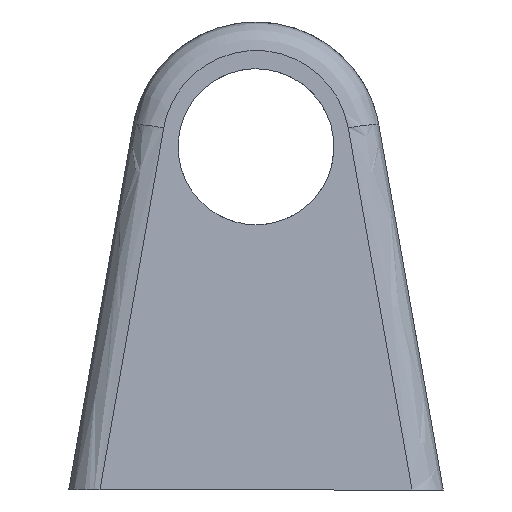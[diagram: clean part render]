
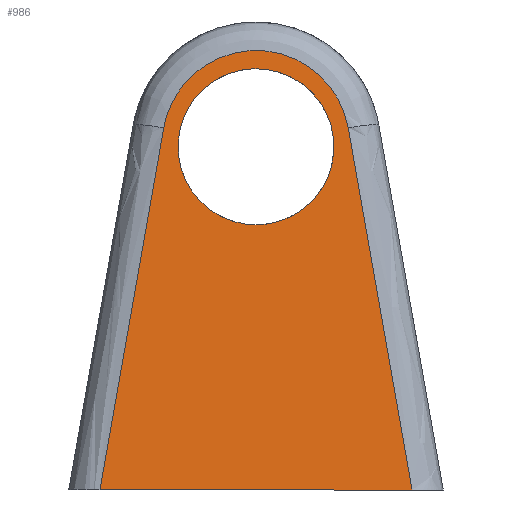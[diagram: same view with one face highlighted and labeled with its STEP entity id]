
A CAD part, left-side view. The second image highlights one B-rep face of the part: STEP entity #986.
In plain terms, the highlighted free-form (B-spline) face has degree [1, 1] with [2, 2] control points.
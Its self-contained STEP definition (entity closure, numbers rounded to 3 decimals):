
#497 = VERTEX_POINT('',#498);
#498 = CARTESIAN_POINT('',(-27.373,0.,22.644));
#503 = EDGE_CURVE('',#497,#504,#506,.T.);
#504 = VERTEX_POINT('',#505);
#505 = CARTESIAN_POINT('',(-28.106,0.,
    14.258));
#506 = ( BOUNDED_CURVE() B_SPLINE_CURVE(3,(#507,#508,#509,#510),
.UNSPECIFIED.,.F.,.F.) B_SPLINE_CURVE_WITH_KNOTS((4,4),(3.142,
6.283),.PIECEWISE_BEZIER_KNOTS.) CURVE() 
GEOMETRIC_REPRESENTATION_ITEM() RATIONAL_B_SPLINE_CURVE((1.,
0.333,0.333,1.)) REPRESENTATION_ITEM('') );
#507 = CARTESIAN_POINT('',(-27.373,0.,22.644));
#508 = CARTESIAN_POINT('',(-27.373,-8.387,
    22.644));
#509 = CARTESIAN_POINT('',(-28.106,-8.387,
    14.258));
#510 = CARTESIAN_POINT('',(-28.106,0.,
    14.258));
#582 = EDGE_CURVE('',#583,#585,#587,.T.);
#583 = VERTEX_POINT('',#584);
#584 = CARTESIAN_POINT('',(-29.354,8.387,
    0.));
#585 = VERTEX_POINT('',#586);
#586 = CARTESIAN_POINT('',(-29.354,-8.387,
    0.));
#587 = B_SPLINE_CURVE_WITH_KNOTS('',1,(#588,#589),.UNSPECIFIED.,.F.,.F.,
  (2,2),(-10.,10.),.PIECEWISE_BEZIER_KNOTS.);
#588 = CARTESIAN_POINT('',(-29.354,8.387,
    0.));
#589 = CARTESIAN_POINT('',(-29.354,-8.387,
    0.));
#876 = EDGE_CURVE('',#504,#497,#877,.T.);
#877 = ( BOUNDED_CURVE() B_SPLINE_CURVE(3,(#878,#879,#880,#881),
.UNSPECIFIED.,.F.,.F.) B_SPLINE_CURVE_WITH_KNOTS((4,4),(0.,3.142
),.PIECEWISE_BEZIER_KNOTS.) CURVE() GEOMETRIC_REPRESENTATION_ITEM() 
RATIONAL_B_SPLINE_CURVE((1.,0.333,0.333,1.)) 
REPRESENTATION_ITEM('') );
#878 = CARTESIAN_POINT('',(-28.106,0.,
    14.258));
#879 = CARTESIAN_POINT('',(-28.106,8.387,
    14.258));
#880 = CARTESIAN_POINT('',(-27.373,8.387,22.644
    ));
#881 = CARTESIAN_POINT('',(-27.373,0.,22.644));
#986 = ADVANCED_FACE('',(#987,#1011),#1015,.T.);
#987 = FACE_BOUND('',#988,.T.);
#988 = EDGE_LOOP('',(#989,#1000,#1005,#1006));
#989 = ORIENTED_EDGE('',*,*,#990,.T.);
#990 = EDGE_CURVE('',#991,#993,#995,.T.);
#991 = VERTEX_POINT('',#992);
#992 = CARTESIAN_POINT('',(-27.65,-4.956,
    19.47));
#993 = VERTEX_POINT('',#994);
#994 = CARTESIAN_POINT('',(-27.65,4.956,
    19.47));
#995 = ( BOUNDED_CURVE() B_SPLINE_CURVE(3,(#996,#997,#998,#999),
.UNSPECIFIED.,.F.,.F.) B_SPLINE_CURVE_WITH_KNOTS((4,4),(1.745,
4.538),.PIECEWISE_BEZIER_KNOTS.) CURVE() 
GEOMETRIC_REPRESENTATION_ITEM() RATIONAL_B_SPLINE_CURVE((1.,
0.449,0.449,1.)) REPRESENTATION_ITEM('') );
#996 = CARTESIAN_POINT('',(-27.65,-4.956,
    19.47));
#997 = CARTESIAN_POINT('',(-27.016,-3.679,
    26.716));
#998 = CARTESIAN_POINT('',(-27.016,3.679,
    26.716));
#999 = CARTESIAN_POINT('',(-27.65,4.956,
    19.47));
#1000 = ORIENTED_EDGE('',*,*,#1001,.T.);
#1001 = EDGE_CURVE('',#993,#583,#1002,.T.);
#1002 = B_SPLINE_CURVE_WITH_KNOTS('',1,(#1003,#1004),.UNSPECIFIED.,.F.,
  .F.,(2,2),(-24.006,-0.346),.PIECEWISE_BEZIER_KNOTS.);
#1003 = CARTESIAN_POINT('',(-27.65,4.956,
    19.47));
#1004 = CARTESIAN_POINT('',(-29.354,8.387,
    0.));
#1005 = ORIENTED_EDGE('',*,*,#582,.T.);
#1006 = ORIENTED_EDGE('',*,*,#1007,.T.);
#1007 = EDGE_CURVE('',#585,#991,#1008,.T.);
#1008 = B_SPLINE_CURVE_WITH_KNOTS('',1,(#1009,#1010),.UNSPECIFIED.,.F.,
  .F.,(2,2),(-23.491,0.17),.PIECEWISE_BEZIER_KNOTS.);
#1009 = CARTESIAN_POINT('',(-29.354,-8.387,
    0.));
#1010 = CARTESIAN_POINT('',(-27.65,-4.956,
    19.47));
#1011 = FACE_BOUND('',#1012,.T.);
#1012 = EDGE_LOOP('',(#1013,#1014));
#1013 = ORIENTED_EDGE('',*,*,#503,.T.);
#1014 = ORIENTED_EDGE('',*,*,#876,.T.);
#1015 = B_SPLINE_SURFACE_WITH_KNOTS('',1,1,(
    (#1016,#1017)
    ,(#1018,#1019
    )),.UNSPECIFIED.,.F.,.F.,.F.,(2,2),(2,2),(0.,
    31.977),(-10.,10.),.PIECEWISE_BEZIER_KNOTS.);
#1016 = CARTESIAN_POINT('',(-29.354,-8.387,
    0.));
#1017 = CARTESIAN_POINT('',(-29.354,8.387,
    0.));
#1018 = CARTESIAN_POINT('',(-27.016,-8.387,
    26.716));
#1019 = CARTESIAN_POINT('',(-27.016,8.387,
    26.716));
